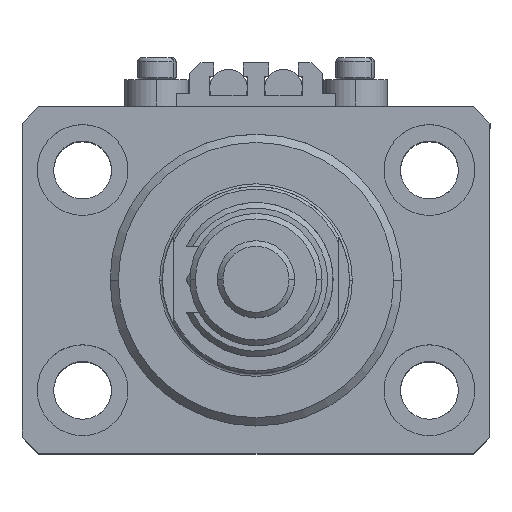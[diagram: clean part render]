
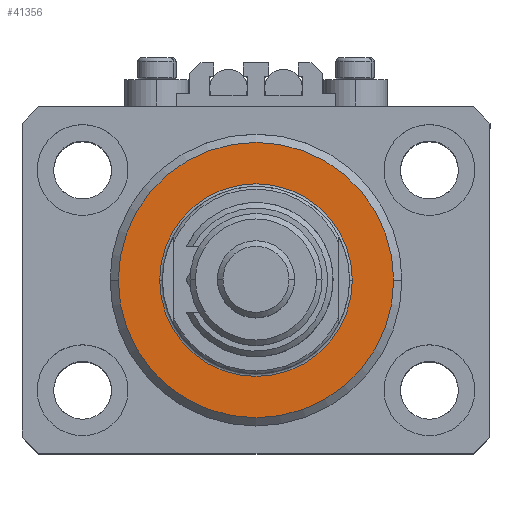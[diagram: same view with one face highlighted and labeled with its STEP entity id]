
A CAD part, top view. The second image highlights one B-rep face of the part: STEP entity #41356.
In plain terms, the highlighted face is planar.
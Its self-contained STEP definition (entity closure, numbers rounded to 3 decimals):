
#1272 = EDGE_LOOP ( 'NONE', ( #17382, #13726 ) ) ;
#1514 = PLANE ( 'NONE',  #8191 ) ;
#3031 = CARTESIAN_POINT ( 'NONE',  ( 0., 0., 0. ) ) ;
#3049 = CARTESIAN_POINT ( 'NONE',  ( 0., 0., 0. ) ) ;
#5404 = DIRECTION ( 'NONE',  ( 0., 0., 1. ) ) ;
#6808 = ORIENTED_EDGE ( 'NONE', *, *, #45641, .T. ) ;
#7123 = CIRCLE ( 'NONE', #46860, 25. ) ;
#8191 = AXIS2_PLACEMENT_3D ( 'NONE', #40918, #5404, #49441 ) ;
#8490 = EDGE_CURVE ( 'NONE', #11591, #41910, #19710, .T. ) ;
#11591 = VERTEX_POINT ( 'NONE', #25803 ) ;
#12993 = EDGE_CURVE ( 'NONE', #20782, #17675, #20584, .T. ) ;
#13726 = ORIENTED_EDGE ( 'NONE', *, *, #32678, .T. ) ;
#13982 = CARTESIAN_POINT ( 'NONE',  ( 0., 0., 0. ) ) ;
#14954 = DIRECTION ( 'NONE',  ( 1., 0., 0. ) ) ;
#17324 = FACE_BOUND ( 'NONE', #47767, .T. ) ;
#17382 = ORIENTED_EDGE ( 'NONE', *, *, #8490, .T. ) ;
#17506 = DIRECTION ( 'NONE',  ( 1., 0., 0. ) ) ;
#17675 = VERTEX_POINT ( 'NONE', #35783 ) ;
#18833 = DIRECTION ( 'NONE',  ( 0., 0., -1. ) ) ;
#19619 = DIRECTION ( 'NONE',  ( 0., 0., 1. ) ) ;
#19710 = CIRCLE ( 'NONE', #48665, 25. ) ;
#20584 = CIRCLE ( 'NONE', #47083, 17.5 ) ;
#20715 = ORIENTED_EDGE ( 'NONE', *, *, #12993, .T. ) ;
#20782 = VERTEX_POINT ( 'NONE', #26451 ) ;
#22390 = AXIS2_PLACEMENT_3D ( 'NONE', #3049, #19619, #34412 ) ;
#25668 = CIRCLE ( 'NONE', #22390, 17.5 ) ;
#25803 = CARTESIAN_POINT ( 'NONE',  ( 25., 0., 0. ) ) ;
#25893 = DIRECTION ( 'NONE',  ( 0., 0., -1. ) ) ;
#26451 = CARTESIAN_POINT ( 'NONE',  ( 17.5, 0., 0. ) ) ;
#32678 = EDGE_CURVE ( 'NONE', #41910, #11591, #7123, .T. ) ;
#34412 = DIRECTION ( 'NONE',  ( 1., 0., 0. ) ) ;
#34714 = DIRECTION ( 'NONE',  ( 1., 0., 0. ) ) ;
#35783 = CARTESIAN_POINT ( 'NONE',  ( -17.5, 0., 0. ) ) ;
#37469 = CARTESIAN_POINT ( 'NONE',  ( 0., 0., 0. ) ) ;
#37986 = DIRECTION ( 'NONE',  ( 0., 0., 1. ) ) ;
#40918 = CARTESIAN_POINT ( 'NONE',  ( 0., 0., 0. ) ) ;
#41356 = ADVANCED_FACE ( 'NONE', ( #17324, #49185 ), #1514, .F. ) ;
#41910 = VERTEX_POINT ( 'NONE', #44603 ) ;
#44603 = CARTESIAN_POINT ( 'NONE',  ( -25., 0., 0. ) ) ;
#45641 = EDGE_CURVE ( 'NONE', #17675, #20782, #25668, .T. ) ;
#46860 = AXIS2_PLACEMENT_3D ( 'NONE', #3031, #18833, #14954 ) ;
#47083 = AXIS2_PLACEMENT_3D ( 'NONE', #37469, #37986, #17506 ) ;
#47767 = EDGE_LOOP ( 'NONE', ( #20715, #6808 ) ) ;
#48665 = AXIS2_PLACEMENT_3D ( 'NONE', #13982, #25893, #34714 ) ;
#49185 = FACE_OUTER_BOUND ( 'NONE', #1272, .T. ) ;
#49441 = DIRECTION ( 'NONE',  ( 1., 0., 0. ) ) ;
